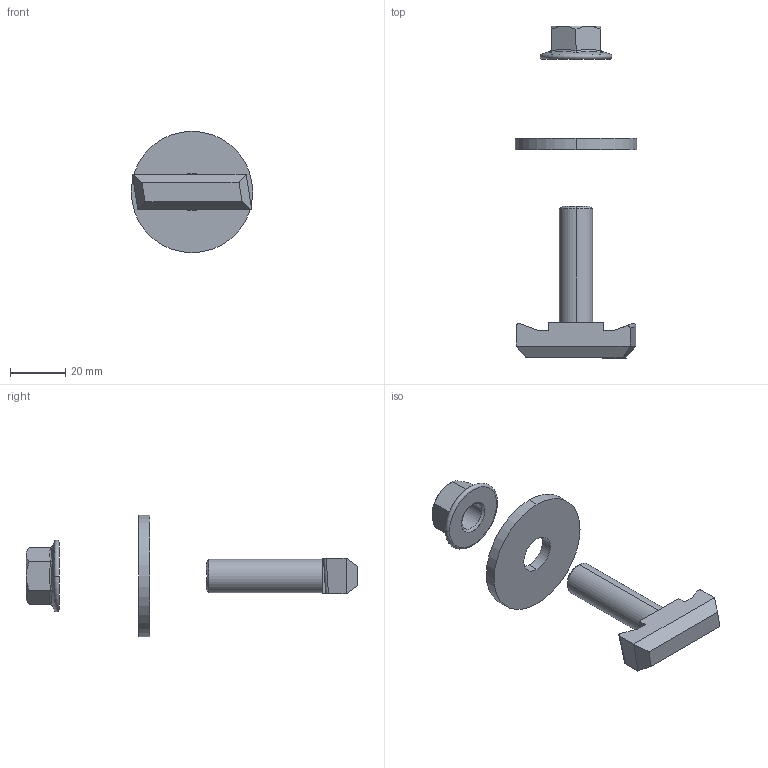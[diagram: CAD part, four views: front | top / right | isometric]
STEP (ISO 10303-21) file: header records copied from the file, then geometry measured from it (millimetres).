
FILE_DESCRIPTION (( 'STEP AP214' ), '1' );
FILE_NAME ('5901865_STEP.STEP', '2025-07-16T08:42:01', ( '' ), ( '' ), 'SwSTEP 2.0', 'SolidWorks 2024', '' );
FILE_SCHEMA (( 'AUTOMOTIVE_DESIGN' ));
Length unit declared in the file: millimetre
Products named in the file (4): 009382_Hexagon Flange Nut DIN 6923 - M12 - C; 020282_ISO 7094-12; 106410_M12x45; 5901865_STEP
Assembly tree (3 placements, depth 2):
  5901865_STEP
    106410_M12x45
    020282_ISO 7094-12
    009382_Hexagon Flange Nut DIN 6923 - M12 - C
Bounding box: 44 x 120.25 x 44 mm (x, y, z)
Volume: 18831.8 mm3; surface area: 9135.4 mm2
Topology: 3 solids, 3 shells, 64 faces, 145 edges, 88 vertices
Faces by surface type: plane 30, cone 14, cylinder 12, bspline 6, torus 2
Entity records: 2160 total; most frequent: CARTESIAN_POINT 683, ORIENTED_EDGE 290, DIRECTION 271, EDGE_CURVE 145, AXIS2_PLACEMENT_3D 102, VERTEX_POINT 88, EDGE_LOOP 69, VECTOR 67
